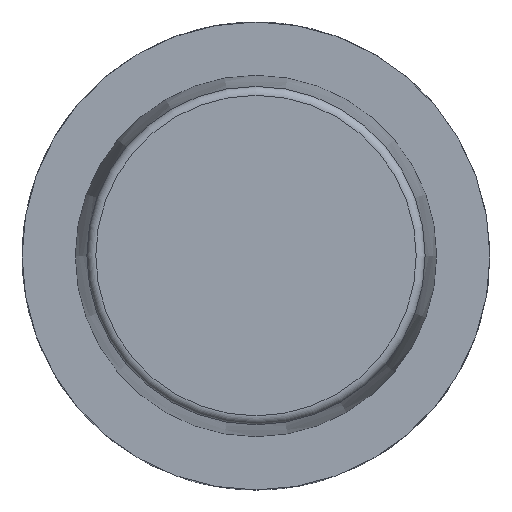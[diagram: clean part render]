
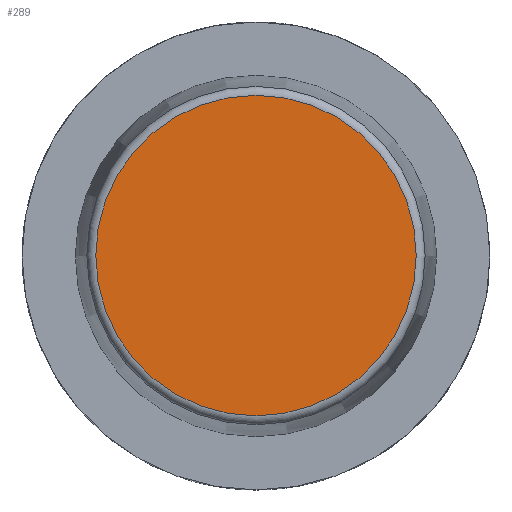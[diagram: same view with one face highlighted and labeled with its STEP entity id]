
A CAD part, top view. The second image highlights one B-rep face of the part: STEP entity #289.
In plain terms, the highlighted planar face has unit normal (0, 0, 1).
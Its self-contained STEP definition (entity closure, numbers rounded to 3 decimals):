
#205=FACE_OUTER_BOUND('',#431,.T.);
#289=ADVANCED_FACE('',(#205),#352,.F.);
#352=PLANE('',#1177);
#431=EDGE_LOOP('',(#555));
#555=ORIENTED_EDGE('',*,*,#949,.T.);
#835=VERTEX_POINT('',#1689);
#949=EDGE_CURVE('',#835,#835,#1077,.T.);
#1077=CIRCLE('',#1176,21.575);
#1176=AXIS2_PLACEMENT_3D('',#1688,#1349,#1350);
#1177=AXIS2_PLACEMENT_3D('',#1690,#1351,#1352);
#1349=DIRECTION('',(0.,0.,1.));
#1350=DIRECTION('',(1.,0.,0.));
#1351=DIRECTION('',(0.,0.,-1.));
#1352=DIRECTION('',(1.,0.,0.));
#1688=CARTESIAN_POINT('',(0.,0.,32.));
#1689=CARTESIAN_POINT('',(21.575,0.,32.));
#1690=CARTESIAN_POINT('',(0.,0.,32.));
